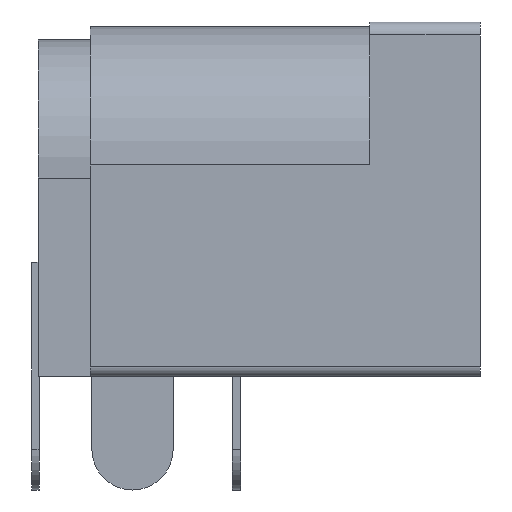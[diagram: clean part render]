
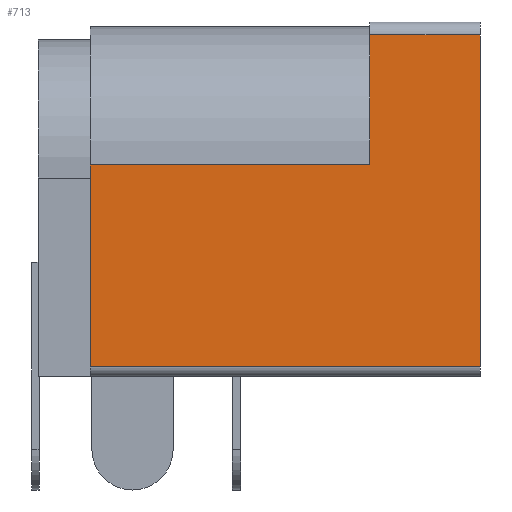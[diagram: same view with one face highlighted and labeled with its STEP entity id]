
A CAD part, left-side view. The second image highlights one B-rep face of the part: STEP entity #713.
In plain terms, the highlighted planar face has unit normal (-1, 0, 0).
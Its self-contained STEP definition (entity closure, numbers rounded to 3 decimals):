
#33=PLANE('',#791);
#54=LINE('',#1088,#128);
#72=LINE('',#1135,#146);
#79=LINE('',#1152,#153);
#86=LINE('',#1167,#160);
#90=LINE('',#1178,#164);
#91=LINE('',#1180,#165);
#128=VECTOR('',#854,10.);
#146=VECTOR('',#896,10.);
#153=VECTOR('',#909,10.);
#160=VECTOR('',#924,10.);
#164=VECTOR('',#938,10.);
#165=VECTOR('',#941,10.);
#229=FACE_OUTER_BOUND('',#274,.T.);
#274=EDGE_LOOP('',(#587,#588,#589,#590,#591,#592));
#332=VERTEX_POINT('',#1085);
#333=VERTEX_POINT('',#1087);
#349=VERTEX_POINT('',#1132);
#350=VERTEX_POINT('',#1134);
#357=VERTEX_POINT('',#1149);
#361=VERTEX_POINT('',#1166);
#401=EDGE_CURVE('',#332,#333,#54,.T.);
#424=EDGE_CURVE('',#349,#350,#72,.T.);
#433=EDGE_CURVE('',#357,#350,#79,.T.);
#441=EDGE_CURVE('',#357,#361,#86,.T.);
#447=EDGE_CURVE('',#332,#361,#90,.T.);
#448=EDGE_CURVE('',#333,#349,#91,.T.);
#587=ORIENTED_EDGE('',*,*,#401,.F.);
#588=ORIENTED_EDGE('',*,*,#447,.T.);
#589=ORIENTED_EDGE('',*,*,#441,.F.);
#590=ORIENTED_EDGE('',*,*,#433,.T.);
#591=ORIENTED_EDGE('',*,*,#424,.F.);
#592=ORIENTED_EDGE('',*,*,#448,.F.);
#713=ADVANCED_FACE('',(#229),#33,.T.);
#791=AXIS2_PLACEMENT_3D('',#1179,#939,#940);
#854=DIRECTION('',(0.,0.,-1.));
#896=DIRECTION('',(0.,0.,1.));
#909=DIRECTION('',(0.,1.,0.));
#924=DIRECTION('',(0.,0.,1.));
#938=DIRECTION('',(0.,1.,0.));
#939=DIRECTION('center_axis',(-1.,0.,0.));
#940=DIRECTION('ref_axis',(0.,0.,1.));
#941=DIRECTION('',(0.,1.,0.));
#1085=CARTESIAN_POINT('',(-4.45,0.,10.5));
#1087=CARTESIAN_POINT('',(-4.45,0.,0.3));
#1088=CARTESIAN_POINT('',(-4.45,0.,10.5));
#1132=CARTESIAN_POINT('',(-4.45,12.,0.3));
#1134=CARTESIAN_POINT('',(-4.45,12.,6.5));
#1135=CARTESIAN_POINT('',(-4.45,12.,10.5));
#1149=CARTESIAN_POINT('',(-4.45,3.4,6.5));
#1152=CARTESIAN_POINT('',(-4.45,0.,6.5));
#1166=CARTESIAN_POINT('',(-4.45,3.4,10.5));
#1167=CARTESIAN_POINT('',(-4.45,3.4,10.5));
#1178=CARTESIAN_POINT('',(-4.45,0.,10.5));
#1179=CARTESIAN_POINT('Origin',(-4.45,0.,0.3));
#1180=CARTESIAN_POINT('',(-4.45,0.,0.3));
